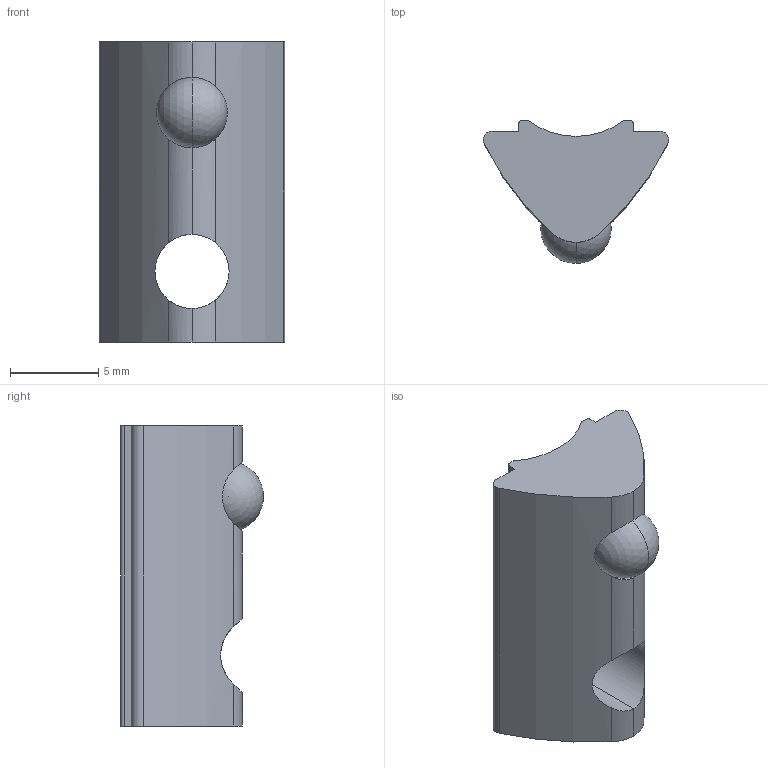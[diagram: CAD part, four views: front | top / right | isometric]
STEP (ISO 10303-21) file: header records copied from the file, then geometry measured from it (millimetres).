
FILE_DESCRIPTION (( 'STEP AP214' ), '1' );
FILE_NAME ('FIXE06E1210-Ecrou 6 St M5 rainuré.step', '2023-03-24T09:59:44', ( 'Altae' ), ( '' ), 'SwSTEP 2.0', 'SolidWorks 2021', '' );
FILE_SCHEMA (( 'AUTOMOTIVE_DESIGN' ));
Length unit declared in the file: millimetre
Products named in the file (1): FIXE06E1210-Ecrou 6 St M5 rainuré
Bounding box: 10.5 x 8.1 x 17 mm (x, y, z)
Volume: 662.9 mm3; surface area: 715.1 mm2
Topology: 2 solids, 2 shells, 32 faces, 92 edges, 58 vertices
Faces by surface type: cylinder 20, plane 8, cone 2, sphere 2
Entity records: 1180 total; most frequent: CARTESIAN_POINT 341, ORIENTED_EDGE 170, DIRECTION 165, EDGE_CURVE 85, AXIS2_PLACEMENT_3D 61, VERTEX_POINT 55, LINE 43, VECTOR 43
